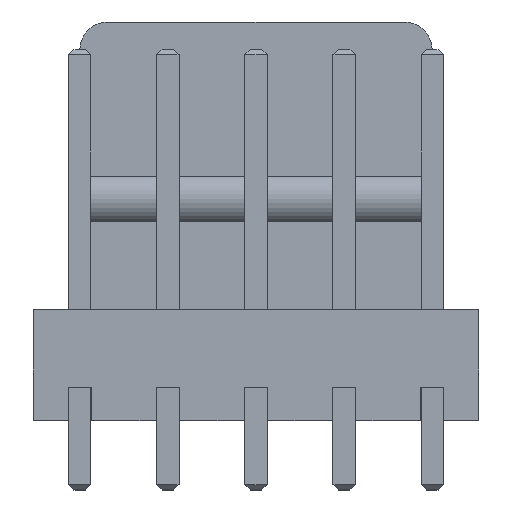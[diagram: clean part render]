
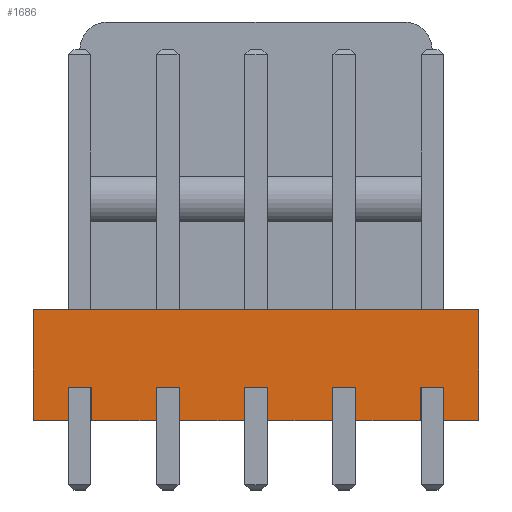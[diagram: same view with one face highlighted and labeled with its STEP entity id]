
A CAD part, top view. The second image highlights one B-rep face of the part: STEP entity #1686.
In plain terms, the highlighted planar face has unit normal (0, 0, 1).
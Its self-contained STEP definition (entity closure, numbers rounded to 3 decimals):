
#65=FACE_OUTER_BOUND('',#169,.T.);
#169=EDGE_LOOP('',(#1238,#1239,#1240,#1241,#1242,#1243,#1244,#1245,#1246,
#1247,#1248,#1249,#1250,#1251,#1252,#1253,#1254,#1255,#1256,#1257,#1258,
#1259,#1260,#1261));
#245=LINE('',#2349,#475);
#247=LINE('',#2355,#477);
#250=LINE('',#2360,#480);
#253=LINE('',#2367,#483);
#259=LINE('',#2379,#489);
#261=LINE('',#2382,#491);
#263=LINE('',#2388,#493);
#269=LINE('',#2400,#499);
#271=LINE('',#2403,#501);
#273=LINE('',#2409,#503);
#279=LINE('',#2421,#509);
#281=LINE('',#2424,#511);
#285=LINE('',#2433,#515);
#287=LINE('',#2439,#517);
#290=LINE('',#2444,#520);
#294=LINE('',#2451,#524);
#296=LINE('',#2454,#526);
#297=LINE('',#2457,#527);
#300=LINE('',#2462,#530);
#302=LINE('',#2465,#532);
#305=LINE('',#2469,#535);
#328=LINE('',#2527,#558);
#329=LINE('',#2530,#559);
#330=LINE('',#2531,#560);
#475=VECTOR('',#1895,10.);
#477=VECTOR('',#1899,10.);
#480=VECTOR('',#1904,10.);
#483=VECTOR('',#1909,10.);
#489=VECTOR('',#1917,10.);
#491=VECTOR('',#1921,10.);
#493=VECTOR('',#1925,10.);
#499=VECTOR('',#1933,10.);
#501=VECTOR('',#1937,10.);
#503=VECTOR('',#1941,10.);
#509=VECTOR('',#1949,10.);
#511=VECTOR('',#1953,10.);
#515=VECTOR('',#1959,10.);
#517=VECTOR('',#1963,10.);
#520=VECTOR('',#1968,10.);
#524=VECTOR('',#1974,10.);
#526=VECTOR('',#1978,10.);
#527=VECTOR('',#1981,10.);
#530=VECTOR('',#1986,10.);
#532=VECTOR('',#1990,10.);
#535=VECTOR('',#1995,10.);
#558=VECTOR('',#2050,10.);
#559=VECTOR('',#2053,10.);
#560=VECTOR('',#2054,10.);
#703=VERTEX_POINT('',#2343);
#705=VERTEX_POINT('',#2347);
#706=VERTEX_POINT('',#2351);
#708=VERTEX_POINT('',#2354);
#710=VERTEX_POINT('',#2363);
#712=VERTEX_POINT('',#2366);
#715=VERTEX_POINT('',#2373);
#717=VERTEX_POINT('',#2377);
#718=VERTEX_POINT('',#2384);
#720=VERTEX_POINT('',#2387);
#723=VERTEX_POINT('',#2394);
#725=VERTEX_POINT('',#2398);
#726=VERTEX_POINT('',#2405);
#728=VERTEX_POINT('',#2408);
#731=VERTEX_POINT('',#2415);
#733=VERTEX_POINT('',#2419);
#735=VERTEX_POINT('',#2427);
#737=VERTEX_POINT('',#2431);
#738=VERTEX_POINT('',#2435);
#740=VERTEX_POINT('',#2438);
#743=VERTEX_POINT('',#2449);
#744=VERTEX_POINT('',#2456);
#764=VERTEX_POINT('',#2525);
#765=VERTEX_POINT('',#2529);
#849=EDGE_CURVE('',#703,#705,#245,.T.);
#851=EDGE_CURVE('',#708,#706,#247,.T.);
#854=EDGE_CURVE('',#705,#708,#250,.T.);
#857=EDGE_CURVE('',#712,#710,#253,.T.);
#863=EDGE_CURVE('',#715,#717,#259,.T.);
#865=EDGE_CURVE('',#717,#712,#261,.T.);
#867=EDGE_CURVE('',#720,#718,#263,.T.);
#873=EDGE_CURVE('',#723,#725,#269,.T.);
#875=EDGE_CURVE('',#725,#720,#271,.T.);
#877=EDGE_CURVE('',#728,#726,#273,.T.);
#883=EDGE_CURVE('',#731,#733,#279,.T.);
#885=EDGE_CURVE('',#733,#728,#281,.T.);
#889=EDGE_CURVE('',#735,#737,#285,.T.);
#891=EDGE_CURVE('',#740,#738,#287,.T.);
#894=EDGE_CURVE('',#737,#740,#290,.T.);
#898=EDGE_CURVE('',#743,#738,#294,.T.);
#900=EDGE_CURVE('',#731,#718,#296,.T.);
#901=EDGE_CURVE('',#723,#744,#297,.T.);
#904=EDGE_CURVE('',#715,#726,#300,.T.);
#906=EDGE_CURVE('',#703,#710,#302,.T.);
#909=EDGE_CURVE('',#735,#706,#305,.T.);
#938=EDGE_CURVE('',#743,#764,#328,.T.);
#939=EDGE_CURVE('',#765,#764,#329,.T.);
#940=EDGE_CURVE('',#744,#765,#330,.T.);
#1238=ORIENTED_EDGE('',*,*,#851,.T.);
#1239=ORIENTED_EDGE('',*,*,#909,.F.);
#1240=ORIENTED_EDGE('',*,*,#889,.T.);
#1241=ORIENTED_EDGE('',*,*,#894,.T.);
#1242=ORIENTED_EDGE('',*,*,#891,.T.);
#1243=ORIENTED_EDGE('',*,*,#898,.F.);
#1244=ORIENTED_EDGE('',*,*,#938,.T.);
#1245=ORIENTED_EDGE('',*,*,#939,.F.);
#1246=ORIENTED_EDGE('',*,*,#940,.F.);
#1247=ORIENTED_EDGE('',*,*,#901,.F.);
#1248=ORIENTED_EDGE('',*,*,#873,.T.);
#1249=ORIENTED_EDGE('',*,*,#875,.T.);
#1250=ORIENTED_EDGE('',*,*,#867,.T.);
#1251=ORIENTED_EDGE('',*,*,#900,.F.);
#1252=ORIENTED_EDGE('',*,*,#883,.T.);
#1253=ORIENTED_EDGE('',*,*,#885,.T.);
#1254=ORIENTED_EDGE('',*,*,#877,.T.);
#1255=ORIENTED_EDGE('',*,*,#904,.F.);
#1256=ORIENTED_EDGE('',*,*,#863,.T.);
#1257=ORIENTED_EDGE('',*,*,#865,.T.);
#1258=ORIENTED_EDGE('',*,*,#857,.T.);
#1259=ORIENTED_EDGE('',*,*,#906,.F.);
#1260=ORIENTED_EDGE('',*,*,#849,.T.);
#1261=ORIENTED_EDGE('',*,*,#854,.T.);
#1582=PLANE('',#1815);
#1686=ADVANCED_FACE('',(#65),#1582,.T.);
#1815=AXIS2_PLACEMENT_3D('',#2528,#2051,#2052);
#1895=DIRECTION('',(0.,1.,0.));
#1899=DIRECTION('',(0.,-1.,0.));
#1904=DIRECTION('',(1.,0.,0.));
#1909=DIRECTION('',(0.,-1.,0.));
#1917=DIRECTION('',(0.,1.,0.));
#1921=DIRECTION('',(1.,0.,0.));
#1925=DIRECTION('',(0.,-1.,0.));
#1933=DIRECTION('',(0.,1.,0.));
#1937=DIRECTION('',(1.,0.,0.));
#1941=DIRECTION('',(0.,-1.,0.));
#1949=DIRECTION('',(0.,1.,0.));
#1953=DIRECTION('',(1.,0.,0.));
#1959=DIRECTION('',(0.,1.,0.));
#1963=DIRECTION('',(0.,-1.,0.));
#1968=DIRECTION('',(1.,0.,0.));
#1974=DIRECTION('',(-1.,0.,0.));
#1978=DIRECTION('',(-1.,0.,0.));
#1981=DIRECTION('',(-1.,0.,0.));
#1986=DIRECTION('',(-1.,0.,0.));
#1990=DIRECTION('',(-1.,0.,0.));
#1995=DIRECTION('',(-1.,0.,0.));
#2050=DIRECTION('',(0.,1.,0.));
#2051=DIRECTION('center_axis',(0.,0.,1.));
#2052=DIRECTION('ref_axis',(1.,0.,0.));
#2053=DIRECTION('',(1.,0.,0.));
#2054=DIRECTION('',(0.,1.,0.));
#2343=CARTESIAN_POINT('',(2.2,0.,3.2));
#2347=CARTESIAN_POINT('',(2.2,0.95,3.2));
#2349=CARTESIAN_POINT('',(2.2,0.,3.2));
#2351=CARTESIAN_POINT('',(2.88,0.,3.2));
#2354=CARTESIAN_POINT('',(2.88,0.95,3.2));
#2355=CARTESIAN_POINT('',(2.88,0.,3.2));
#2360=CARTESIAN_POINT('',(-1.945,0.95,3.2));
#2363=CARTESIAN_POINT('',(0.34,0.,3.2));
#2366=CARTESIAN_POINT('',(0.34,0.95,3.2));
#2367=CARTESIAN_POINT('',(0.34,0.,3.2));
#2373=CARTESIAN_POINT('',(-0.34,0.,3.2));
#2377=CARTESIAN_POINT('',(-0.34,0.95,3.2));
#2379=CARTESIAN_POINT('',(-0.34,0.,3.2));
#2382=CARTESIAN_POINT('',(-3.215,0.95,3.2));
#2384=CARTESIAN_POINT('',(-4.74,0.,3.2));
#2387=CARTESIAN_POINT('',(-4.74,0.95,3.2));
#2388=CARTESIAN_POINT('',(-4.74,0.,3.2));
#2394=CARTESIAN_POINT('',(-5.42,0.,3.2));
#2398=CARTESIAN_POINT('',(-5.42,0.95,3.2));
#2400=CARTESIAN_POINT('',(-5.42,0.,3.2));
#2403=CARTESIAN_POINT('',(-5.755,0.95,3.2));
#2405=CARTESIAN_POINT('',(-2.2,0.,3.2));
#2408=CARTESIAN_POINT('',(-2.2,0.95,3.2));
#2409=CARTESIAN_POINT('',(-2.2,0.,3.2));
#2415=CARTESIAN_POINT('',(-2.88,0.,3.2));
#2419=CARTESIAN_POINT('',(-2.88,0.95,3.2));
#2421=CARTESIAN_POINT('',(-2.88,0.,3.2));
#2424=CARTESIAN_POINT('',(-4.485,0.95,3.2));
#2427=CARTESIAN_POINT('',(4.74,0.,3.2));
#2431=CARTESIAN_POINT('',(4.74,0.95,3.2));
#2433=CARTESIAN_POINT('',(4.74,0.,3.2));
#2435=CARTESIAN_POINT('',(5.42,0.,3.2));
#2438=CARTESIAN_POINT('',(5.42,0.95,3.2));
#2439=CARTESIAN_POINT('',(5.42,0.,3.2));
#2444=CARTESIAN_POINT('',(-0.675,0.95,3.2));
#2449=CARTESIAN_POINT('',(6.43,0.,3.2));
#2451=CARTESIAN_POINT('',(6.43,0.,3.2));
#2454=CARTESIAN_POINT('',(6.43,0.,3.2));
#2456=CARTESIAN_POINT('',(-6.43,0.,3.2));
#2457=CARTESIAN_POINT('',(6.43,0.,3.2));
#2462=CARTESIAN_POINT('',(6.43,0.,3.2));
#2465=CARTESIAN_POINT('',(6.43,0.,3.2));
#2469=CARTESIAN_POINT('',(6.43,0.,3.2));
#2525=CARTESIAN_POINT('',(6.43,3.2,3.2));
#2527=CARTESIAN_POINT('',(6.43,0.,3.2));
#2528=CARTESIAN_POINT('Origin',(-6.43,0.,3.2));
#2529=CARTESIAN_POINT('',(-6.43,3.2,3.2));
#2530=CARTESIAN_POINT('',(6.43,3.2,3.2));
#2531=CARTESIAN_POINT('',(-6.43,0.,3.2));
